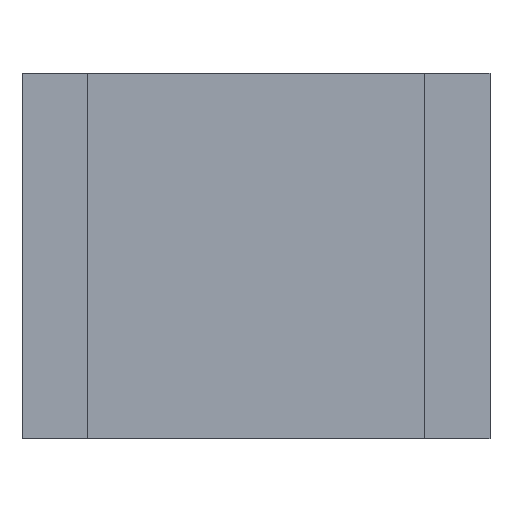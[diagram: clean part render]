
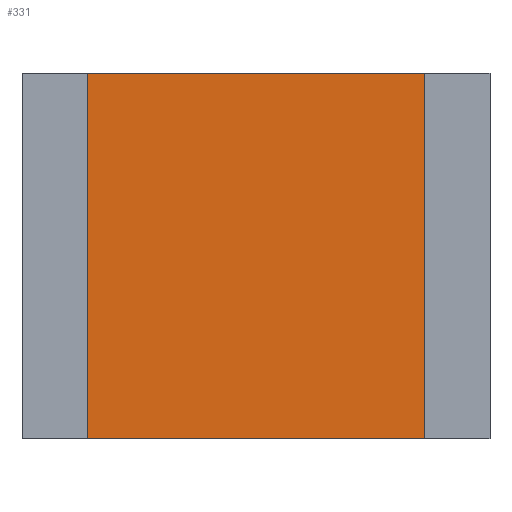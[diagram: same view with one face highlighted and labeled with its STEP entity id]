
A CAD part, front view. The second image highlights one B-rep face of the part: STEP entity #331.
In plain terms, the highlighted planar face has unit normal (0, -1, 0).
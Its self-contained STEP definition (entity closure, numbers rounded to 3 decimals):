
#50 = LINE ( 'NONE', #167, #648 ) ;
#61 = VERTEX_POINT ( 'NONE', #119 ) ;
#69 = ORIENTED_EDGE ( 'NONE', *, *, #394, .T. ) ;
#90 = CARTESIAN_POINT ( 'NONE',  ( 1.57, 0.03, -4.436 ) ) ;
#110 = VERTEX_POINT ( 'NONE', #528 ) ;
#119 = CARTESIAN_POINT ( 'NONE',  ( -1.57, 0.03, 1.25 ) ) ;
#167 = CARTESIAN_POINT ( 'NONE',  ( -1.57, 0.03, -1.25 ) ) ;
#189 = PLANE ( 'NONE',  #771 ) ;
#215 = EDGE_CURVE ( 'NONE', #110, #958, #50, .T. ) ;
#219 = LINE ( 'NONE', #859, #979 ) ;
#297 = EDGE_CURVE ( 'NONE', #61, #593, #219, .T. ) ;
#331 = ADVANCED_FACE ( 'NONE', ( #893 ), #189, .T. ) ;
#362 = DIRECTION ( 'NONE',  ( 1., 0., 0. ) ) ;
#364 = CARTESIAN_POINT ( 'NONE',  ( -1.57, 0.03, -4.436 ) ) ;
#375 = LINE ( 'NONE', #90, #1164 ) ;
#394 = EDGE_CURVE ( 'NONE', #958, #593, #375, .T. ) ;
#477 = DIRECTION ( 'NONE',  ( 1., 0., 0. ) ) ;
#528 = CARTESIAN_POINT ( 'NONE',  ( -1.57, 0.03, -1.25 ) ) ;
#529 = EDGE_CURVE ( 'NONE', #110, #61, #712, .T. ) ;
#593 = VERTEX_POINT ( 'NONE', #1116 ) ;
#648 = VECTOR ( 'NONE', #362, 1000. ) ;
#668 = ORIENTED_EDGE ( 'NONE', *, *, #215, .T. ) ;
#674 = DIRECTION ( 'NONE',  ( 0., 0., 1. ) ) ;
#688 = VECTOR ( 'NONE', #1109, 1000. ) ;
#693 = EDGE_LOOP ( 'NONE', ( #1049, #668, #69, #890 ) ) ;
#712 = LINE ( 'NONE', #364, #688 ) ;
#771 = AXIS2_PLACEMENT_3D ( 'NONE', #1136, #1045, #477 ) ;
#859 = CARTESIAN_POINT ( 'NONE',  ( -1.57, 0.03, 1.25 ) ) ;
#890 = ORIENTED_EDGE ( 'NONE', *, *, #297, .F. ) ;
#893 = FACE_OUTER_BOUND ( 'NONE', #693, .T. ) ;
#950 = DIRECTION ( 'NONE',  ( 1., 0., 0. ) ) ;
#958 = VERTEX_POINT ( 'NONE', #1223 ) ;
#979 = VECTOR ( 'NONE', #950, 1000. ) ;
#1045 = DIRECTION ( 'NONE',  ( 0., -1., 0. ) ) ;
#1049 = ORIENTED_EDGE ( 'NONE', *, *, #529, .F. ) ;
#1109 = DIRECTION ( 'NONE',  ( 0., 0., 1. ) ) ;
#1116 = CARTESIAN_POINT ( 'NONE',  ( 1.57, 0.03, 1.25 ) ) ;
#1136 = CARTESIAN_POINT ( 'NONE',  ( -1.57, 0.03, -4.436 ) ) ;
#1164 = VECTOR ( 'NONE', #674, 1000. ) ;
#1223 = CARTESIAN_POINT ( 'NONE',  ( 1.57, 0.03, -1.25 ) ) ;
